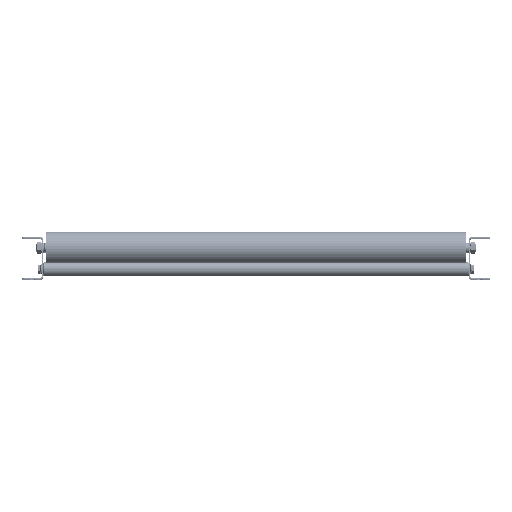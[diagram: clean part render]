
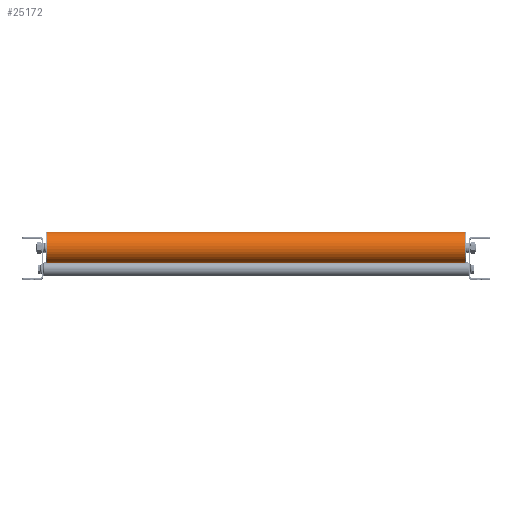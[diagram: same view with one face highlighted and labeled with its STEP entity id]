
A CAD part, top view. The second image highlights one B-rep face of the part: STEP entity #25172.
In plain terms, the highlighted cylindrical face has radius 30 mm (diameter 60 mm), a partial arc.
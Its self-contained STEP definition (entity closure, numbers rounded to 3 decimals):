
#210 = DIRECTION ( 'NONE',  ( -1., 0., 0. ) ) ;
#334 = DIRECTION ( 'NONE',  ( -1., 0., 0. ) ) ;
#504 = LINE ( 'NONE', #13774, #14140 ) ;
#983 = ORIENTED_EDGE ( 'NONE', *, *, #31667, .F. ) ;
#1075 = DIRECTION ( 'NONE',  ( 0., 0., -1. ) ) ;
#1661 = CIRCLE ( 'NONE', #2764, 30. ) ;
#2355 = EDGE_CURVE ( 'NONE', #29484, #10431, #29608, .T. ) ;
#2764 = AXIS2_PLACEMENT_3D ( 'NONE', #21923, #19680, #1075 ) ;
#3319 = ORIENTED_EDGE ( 'NONE', *, *, #2355, .F. ) ;
#4174 = VERTEX_POINT ( 'NONE', #31126 ) ;
#4528 = DIRECTION ( 'NONE',  ( 1., 0., 0. ) ) ;
#6553 = EDGE_CURVE ( 'NONE', #29484, #9337, #13303, .T. ) ;
#7551 = FACE_OUTER_BOUND ( 'NONE', #11596, .T. ) ;
#8929 = ORIENTED_EDGE ( 'NONE', *, *, #6553, .T. ) ;
#9305 = CARTESIAN_POINT ( 'NONE',  ( 787.4, 0., 30. ) ) ;
#9337 = VERTEX_POINT ( 'NONE', #20850 ) ;
#9452 = DIRECTION ( 'NONE',  ( -1., 0., 0. ) ) ;
#10431 = VERTEX_POINT ( 'NONE', #9305 ) ;
#10595 = ORIENTED_EDGE ( 'NONE', *, *, #17898, .T. ) ;
#11596 = EDGE_LOOP ( 'NONE', ( #3319, #8929, #10595, #983 ) ) ;
#12024 = CARTESIAN_POINT ( 'NONE',  ( 787.4, 0., 0. ) ) ;
#12136 = AXIS2_PLACEMENT_3D ( 'NONE', #12024, #9452, #12368 ) ;
#12368 = DIRECTION ( 'NONE',  ( 0., 0., 1. ) ) ;
#13303 = LINE ( 'NONE', #23808, #28157 ) ;
#13774 = CARTESIAN_POINT ( 'NONE',  ( 787.4, 0., 30. ) ) ;
#14140 = VECTOR ( 'NONE', #334, 1000. ) ;
#14627 = CYLINDRICAL_SURFACE ( 'NONE', #12136, 30. ) ;
#17898 = EDGE_CURVE ( 'NONE', #9337, #4174, #1661, .T. ) ;
#18069 = AXIS2_PLACEMENT_3D ( 'NONE', #22596, #4528, #25537 ) ;
#19680 = DIRECTION ( 'NONE',  ( 1., 0., 0. ) ) ;
#20850 = CARTESIAN_POINT ( 'NONE',  ( 0., 0., -30. ) ) ;
#21923 = CARTESIAN_POINT ( 'NONE',  ( 0., 0., 0. ) ) ;
#22596 = CARTESIAN_POINT ( 'NONE',  ( 787.4, 0., 0. ) ) ;
#23808 = CARTESIAN_POINT ( 'NONE',  ( 787.4, 0., -30. ) ) ;
#25172 = ADVANCED_FACE ( 'NONE', ( #7551 ), #14627, .T. ) ;
#25537 = DIRECTION ( 'NONE',  ( 0., 0., -1. ) ) ;
#28157 = VECTOR ( 'NONE', #210, 1000. ) ;
#29484 = VERTEX_POINT ( 'NONE', #33176 ) ;
#29608 = CIRCLE ( 'NONE', #18069, 30. ) ;
#31126 = CARTESIAN_POINT ( 'NONE',  ( 0., 0., 30. ) ) ;
#31667 = EDGE_CURVE ( 'NONE', #10431, #4174, #504, .T. ) ;
#33176 = CARTESIAN_POINT ( 'NONE',  ( 787.4, 0., -30. ) ) ;
